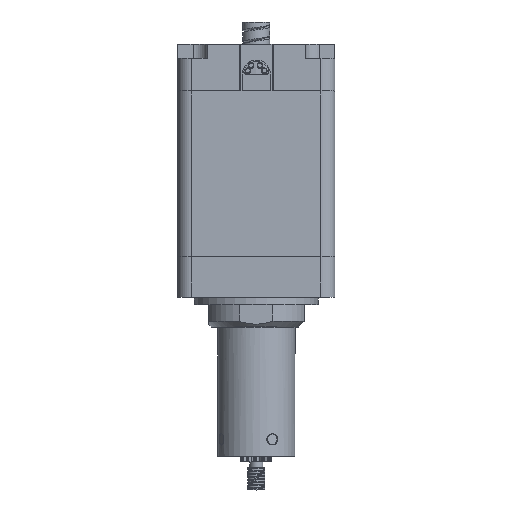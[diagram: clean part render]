
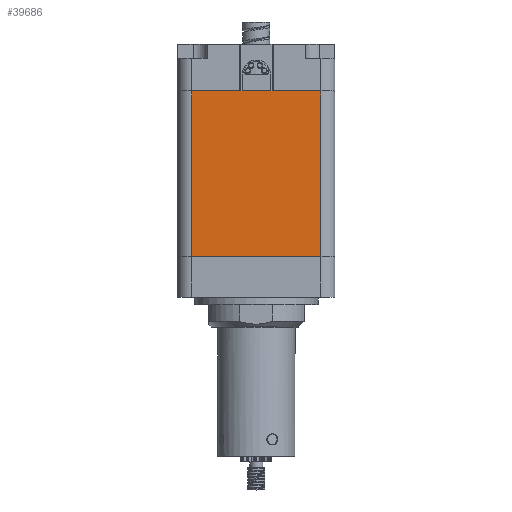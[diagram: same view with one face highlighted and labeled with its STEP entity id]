
A CAD part, top view. The second image highlights one B-rep face of the part: STEP entity #39686.
In plain terms, the highlighted face is planar.
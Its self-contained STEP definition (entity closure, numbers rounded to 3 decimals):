
#706=LINE('',#59584,#4526);
#889=LINE('',#60235,#4709);
#1066=LINE('',#60860,#4886);
#1068=LINE('',#60863,#4888);
#4526=VECTOR('',#47033,23.);
#4709=VECTOR('',#47530,23.);
#4886=VECTOR('',#48007,29.5);
#4888=VECTOR('',#48011,29.5);
#8202=PLANE('',#42449);
#9777=FACE_OUTER_BOUND('',#12107,.T.);
#12107=EDGE_LOOP('',(#27892,#27893,#27894,#27895));
#16735=VERTEX_POINT('',#59581);
#16736=VERTEX_POINT('',#59583);
#17041=VERTEX_POINT('',#60221);
#17047=VERTEX_POINT('',#60233);
#20876=EDGE_CURVE('',#16735,#16736,#706,.T.);
#21215=EDGE_CURVE('',#17041,#17047,#889,.T.);
#21541=EDGE_CURVE('',#16735,#17041,#1066,.T.);
#21543=EDGE_CURVE('',#16736,#17047,#1068,.T.);
#27892=ORIENTED_EDGE('',*,*,#21215,.T.);
#27893=ORIENTED_EDGE('',*,*,#21543,.F.);
#27894=ORIENTED_EDGE('',*,*,#20876,.F.);
#27895=ORIENTED_EDGE('',*,*,#21541,.T.);
#39686=ADVANCED_FACE('',(#9777),#8202,.F.);
#42449=AXIS2_PLACEMENT_3D('',#60862,#48009,#48010);
#47033=DIRECTION('',(0.,0.,1.));
#47530=DIRECTION('',(0.,0.,1.));
#48007=DIRECTION('',(-1.,0.,0.));
#48009=DIRECTION('center_axis',(0.,-1.,0.));
#48010=DIRECTION('ref_axis',(0.,0.,-1.));
#48011=DIRECTION('',(-1.,0.,0.));
#59581=CARTESIAN_POINT('',(29.5,14.,-11.5));
#59583=CARTESIAN_POINT('',(29.5,14.,11.5));
#59584=CARTESIAN_POINT('',(29.5,14.,-11.5));
#60221=CARTESIAN_POINT('',(0.,14.,-11.5));
#60233=CARTESIAN_POINT('',(0.,14.,11.5));
#60235=CARTESIAN_POINT('',(0.,14.,-11.5));
#60860=CARTESIAN_POINT('',(29.5,14.,-11.5));
#60862=CARTESIAN_POINT('Origin',(29.5,14.,-11.5));
#60863=CARTESIAN_POINT('',(29.5,14.,11.5));
